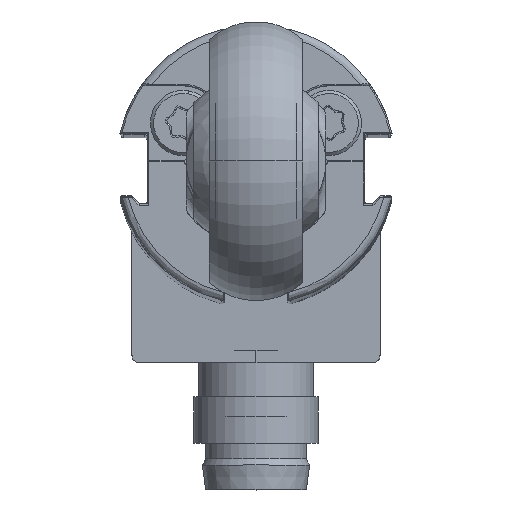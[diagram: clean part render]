
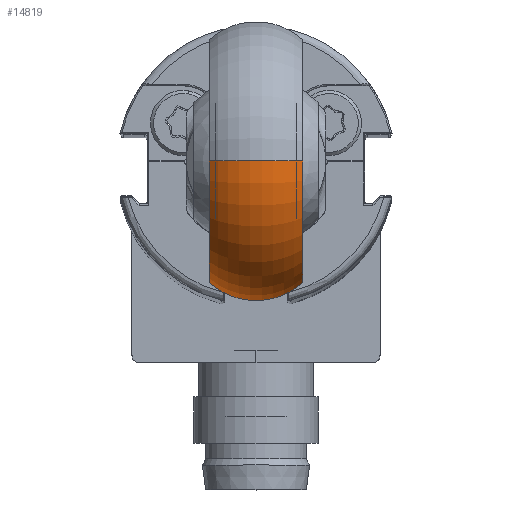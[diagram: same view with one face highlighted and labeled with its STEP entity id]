
A CAD part, top view. The second image highlights one B-rep face of the part: STEP entity #14819.
In plain terms, the highlighted toroidal (fillet/blend) face has major radius 4.5 mm and minor radius 4.5 mm.
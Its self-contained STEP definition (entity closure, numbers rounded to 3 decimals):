
#238 = EDGE_CURVE ( 'NONE', #2779, #8422, #11205, .T. ) ;
#557 = DIRECTION ( 'NONE',  ( 1., 0., 0. ) ) ;
#640 = VERTEX_POINT ( 'NONE', #7736 ) ;
#1901 = AXIS2_PLACEMENT_3D ( 'NONE', #18187, #557, #14332 ) ;
#2095 = CIRCLE ( 'NONE', #19497, 4.5 ) ;
#2605 = CARTESIAN_POINT ( 'NONE',  ( 3., -6.737, 269.563 ) ) ;
#2779 = VERTEX_POINT ( 'NONE', #20161 ) ;
#3647 = DIRECTION ( 'NONE',  ( 0., 0., -1. ) ) ;
#3706 = DIRECTION ( 'NONE',  ( 1., 0., 0. ) ) ;
#3789 = CARTESIAN_POINT ( 'NONE',  ( -3., 0., 273.6 ) ) ;
#5194 = CARTESIAN_POINT ( 'NONE',  ( 0., -3.86, 271.287 ) ) ;
#5655 = CARTESIAN_POINT ( 'NONE',  ( 3., 0., 273.6 ) ) ;
#6474 = ORIENTED_EDGE ( 'NONE', *, *, #17865, .F. ) ;
#6524 = EDGE_LOOP ( 'NONE', ( #6845, #17011, #13937, #6474 ) ) ;
#6845 = ORIENTED_EDGE ( 'NONE', *, *, #23359, .F. ) ;
#7170 = DIRECTION ( 'NONE',  ( 0., 0.858, 0.514 ) ) ;
#7653 = DIRECTION ( 'NONE',  ( 0., 0., -1. ) ) ;
#7736 = CARTESIAN_POINT ( 'NONE',  ( 3., 0., 281.454 ) ) ;
#8352 = EDGE_CURVE ( 'NONE', #10251, #8422, #2095, .T. ) ;
#8422 = VERTEX_POINT ( 'NONE', #11365 ) ;
#8793 = DIRECTION ( 'NONE',  ( 0., 1., 0. ) ) ;
#10251 = VERTEX_POINT ( 'NONE', #2605 ) ;
#10320 = AXIS2_PLACEMENT_3D ( 'NONE', #3789, #3706, #3647 ) ;
#11205 = CIRCLE ( 'NONE', #10320, 7.854 ) ;
#11214 = AXIS2_PLACEMENT_3D ( 'NONE', #20477, #8793, #22413 ) ;
#11365 = CARTESIAN_POINT ( 'NONE',  ( -3., -6.737, 269.563 ) ) ;
#13398 = CIRCLE ( 'NONE', #23630, 7.854 ) ;
#13937 = ORIENTED_EDGE ( 'NONE', *, *, #8352, .F. ) ;
#14332 = DIRECTION ( 'NONE',  ( 0., 0., -1. ) ) ;
#14460 = CIRCLE ( 'NONE', #11214, 4.5 ) ;
#14819 = ADVANCED_FACE ( 'NONE', ( #19890 ), #18097, .T. ) ;
#17011 = ORIENTED_EDGE ( 'NONE', *, *, #238, .T. ) ;
#17865 = EDGE_CURVE ( 'NONE', #640, #10251, #13398, .T. ) ;
#18097 = TOROIDAL_SURFACE ( 'NONE', #1901, 4.5, 4.5 ) ;
#18187 = CARTESIAN_POINT ( 'NONE',  ( 0., 0., 273.6 ) ) ;
#18923 = DIRECTION ( 'NONE',  ( 0., 0.514, -0.858 ) ) ;
#19361 = DIRECTION ( 'NONE',  ( 1., 0., 0. ) ) ;
#19497 = AXIS2_PLACEMENT_3D ( 'NONE', #5194, #18923, #7170 ) ;
#19890 = FACE_OUTER_BOUND ( 'NONE', #6524, .T. ) ;
#20161 = CARTESIAN_POINT ( 'NONE',  ( -3., 0., 281.454 ) ) ;
#20477 = CARTESIAN_POINT ( 'NONE',  ( 0., 0., 278.1 ) ) ;
#22413 = DIRECTION ( 'NONE',  ( 0., 0., 1. ) ) ;
#23359 = EDGE_CURVE ( 'NONE', #2779, #640, #14460, .T. ) ;
#23630 = AXIS2_PLACEMENT_3D ( 'NONE', #5655, #19361, #7653 ) ;
